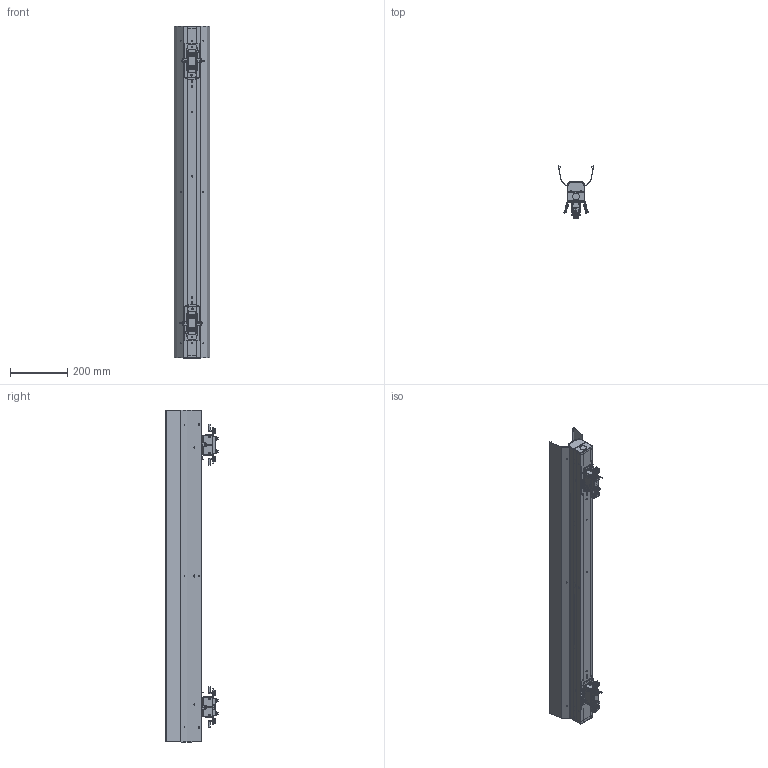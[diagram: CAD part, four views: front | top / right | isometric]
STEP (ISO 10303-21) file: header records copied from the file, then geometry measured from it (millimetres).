
FILE_DESCRIPTION (( 'STEP AP203' ), '1' );
FILE_NAME ('453F-´ø³á°ò¿î.STEP', '2024-05-04T10:21:08', ( '' ), ( '' ), 'SwSTEP 2.0', 'SolidWorks 2017', '' );
FILE_SCHEMA (( 'CONFIG_CONTROL_DESIGN' ));
Length unit declared in the file: millimetre
Products named in the file (39): MB-SP____023_THICK___16_OD___18; SOLID2-256; MB-LR__0_5IN_LOCK_RING_; 453F-4FTA-1071000; CB; MB-TK-CT_ASM; MB-SB_UNIV; SOLID2-254; M4X50001; 453B-4FTA0001; 453F__; SOLID3-248; SOLID2-258; MB-KT-NC_3-1__R_; MB-TK-FG; 453G-A0001; MB-TK-FC_R_; SAFETY_CABLE_SNAP; SOLID3-247; SOLID2-245; MB-TK50-20-2-12-B_ASM; SOLID1-244; SOLID2-255; MB-TK-CT__MPR__1-3; 絳寢芛蚾饜极; 453F0002; SOLID1-252; MB-TK50-JB-_C__ASM; SOLID2-253; ANSI_B18_6_3_-_6-32_X_3_8; 453F-湍喔基遴; SOLID2-257; ANSI_B18_6_3_-_4-40_UNC_X_0_375; MB-KT-NC_3-1__L_; 絳寢芛; MB-TK50-CN; SOLID2-246; MB-KB-NC_1-3; 453A-A0001
Assembly tree (54 placements, depth 6):
  453F-湍喔基遴
    453F-4FTA-1071000
    453A-A0001  x2
    453B-4FTA0001
    M4X50001
    絳寢芛蚾饜极  x2
      453G-A0001
      絳寢芛
        MB-TK50-20-2-12-B_ASM
          MB-TK-CT_ASM
            SOLID1-244
            SOLID2-245
            SOLID2-246
            SOLID3-247
            SOLID3-248
          MB-TK-CT__MPR__1-3
          MB-TK-FC_R_  x2
          MB-SP____023_THICK___16_OD___18  x2
          MB-TK50-JB-_C__ASM
            SOLID1-252
            SOLID2-253
            SOLID2-254
            SOLID2-255
            SOLID2-256
            SOLID2-257
            SOLID2-258
          MB-TK-FG
          ANSI_B18_6_3_-_4-40_UNC_X_0_375  x8
          MB-TK50-CN
          MB-LR__0_5IN_LOCK_RING_
          MB-KB-NC_1-3  x2
          MB-KT-NC_3-1__L_
          MB-KT-NC_3-1__R_
          ANSI_B18_6_3_-_6-32_X_3_8  x2
        MB-SB_UNIV
        SAFETY_CABLE_SNAP  x2
    453F0002  x2
    453F__
    CB  x2
Bounding box: 123.57 x 183.77 x 1163 mm (x, y, z)
Volume: 657886.5 mm3; surface area: 1675149.9 mm2
Topology: 82 solids, 98 shells, 5720 faces, 15730 edges, 10164 vertices
Faces by surface type: plane 2412, cylinder 1811, cone 697, bspline 512, torus 196, sphere 92
Entity records: 109637 total; most frequent: CARTESIAN_POINT 38830, ORIENTED_EDGE 14855, DIRECTION 12511, EDGE_CURVE 7448, VERTEX_POINT 4880, LINE 4241, VECTOR 4241, AXIS2_PLACEMENT_3D 4135
